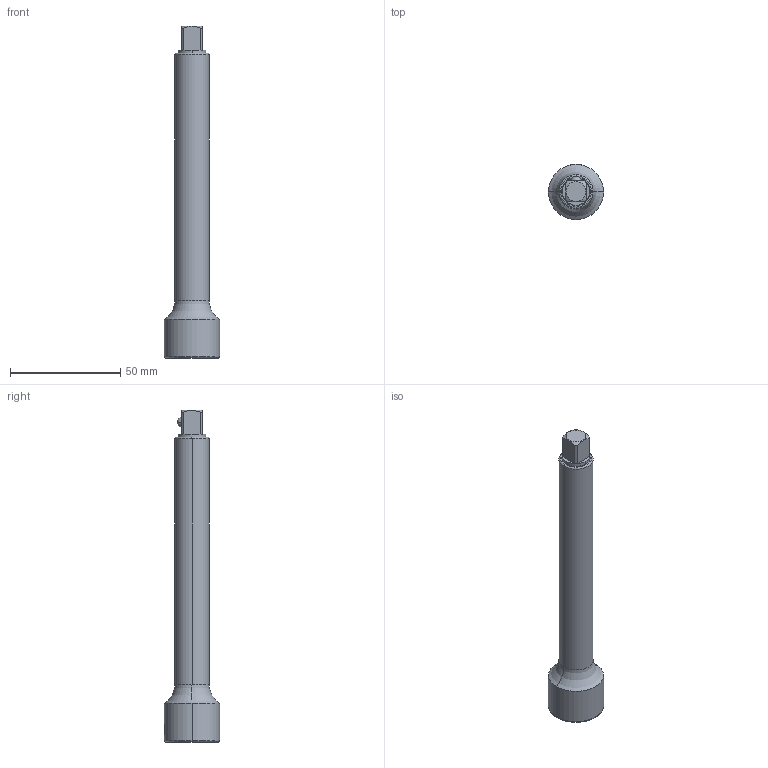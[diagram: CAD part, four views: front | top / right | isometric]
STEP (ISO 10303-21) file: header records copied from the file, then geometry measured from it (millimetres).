
FILE_DESCRIPTION((''),'2;1');
FILE_NAME('4027123434_ASM','2023-08-22T12:02:54',('A00565553'),(''),'CREO PARAMETRIC BY PTC INC, 2022414','CREO PARAMETRIC BY PTC INC, 2022414','');
FILE_SCHEMA(('CONFIG_CONTROL_DESIGN','GEOMETRIC_VALIDATION_PROPERTIES_MIM'));
Length unit declared in the file: millimetre
Products named in the file (3): 4027123444; 4027038965; 4027123434_ASM
Assembly tree (2 placements, depth 2):
  4027123434_ASM
    4027123444
    4027038965
Bounding box: 25 x 25 x 150.3 mm (x, y, z)
Volume: 29669.2 mm3; surface area: 21578.2 mm2
Topology: 3 solids, 3 shells, 80 faces, 208 edges, 127 vertices
Faces by surface type: cylinder 33, plane 20, torus 13, cone 10, sphere 2, bspline 2
Entity records: 4284 total; most frequent: CARTESIAN_POINT 1515, DIRECTION 408, ORIENTED_EDGE 404, PRESENTATION_STYLE_ASSIGNMENT 207, STYLED_ITEM 205, CURVE_STYLE 202, EDGE_CURVE 202, AXIS2_PLACEMENT_3D 172
